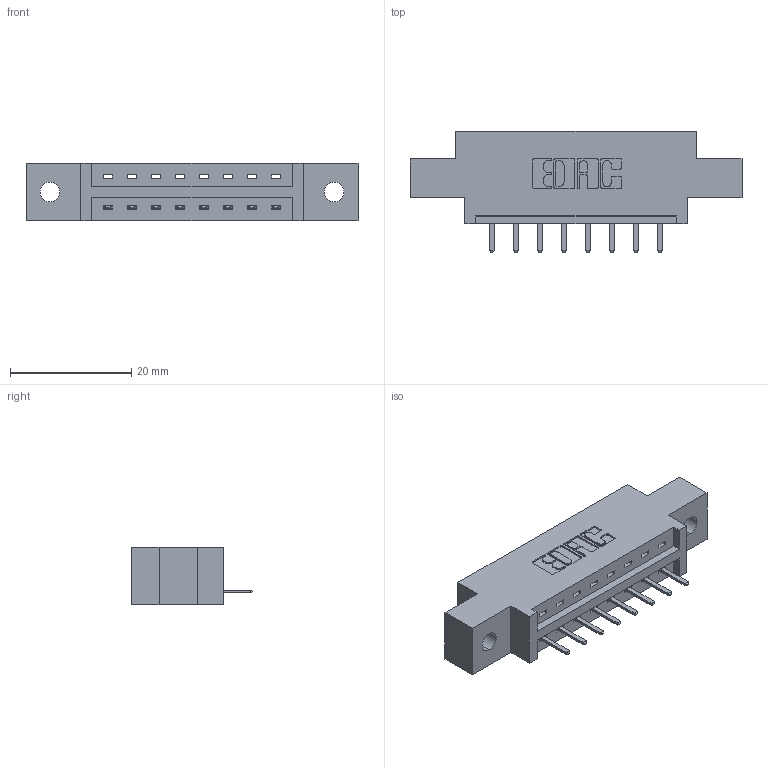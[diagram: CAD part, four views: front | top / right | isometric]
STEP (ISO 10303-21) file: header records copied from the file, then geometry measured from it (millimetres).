
FILE_DESCRIPTION (( 'STEP AP203' ), '1' );
FILE_NAME ('337-008-520-602.STEP', '2019-09-27T18:37:37', ( '' ), ( '' ), 'SwSTEP 2.0', 'SolidWorks 2016', '' );
FILE_SCHEMA (( 'CONFIG_CONTROL_DESIGN' ));
Length unit declared in the file: inch
Products named in the file (3): 345-292-001_345-293-120; 337-008-520-602; 337 Part_0.170 Offset - 0.128 Dia
Assembly tree (9 placements, depth 2):
  337-008-520-602
    337 Part_0.170 Offset - 0.128 Dia
    345-292-001_345-293-120  x8
Bounding box: 54.71 x 20.02 x 9.4 mm (x, y, z)
Volume: 5083.7 mm3; surface area: 4808.3 mm2
Topology: 9 solids, 9 shells, 646 faces, 1891 edges, 1238 vertices
Faces by surface type: plane 458, cylinder 188
Entity records: 10593 total; most frequent: CARTESIAN_POINT 1862, ORIENTED_EDGE 1794, DIRECTION 1625, EDGE_CURVE 897, VECTOR 765, LINE 765, VERTEX_POINT 594, AXIS2_PLACEMENT_3D 430
